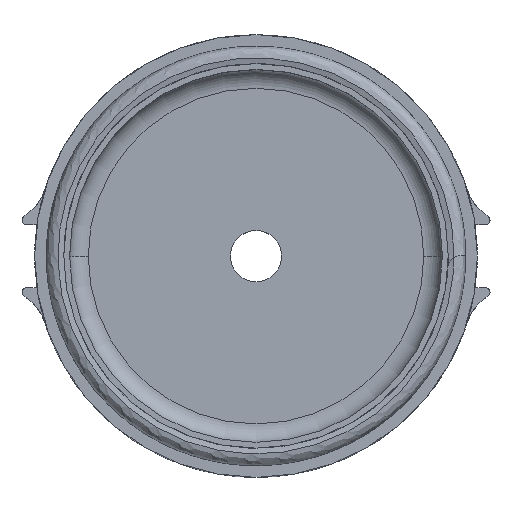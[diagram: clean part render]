
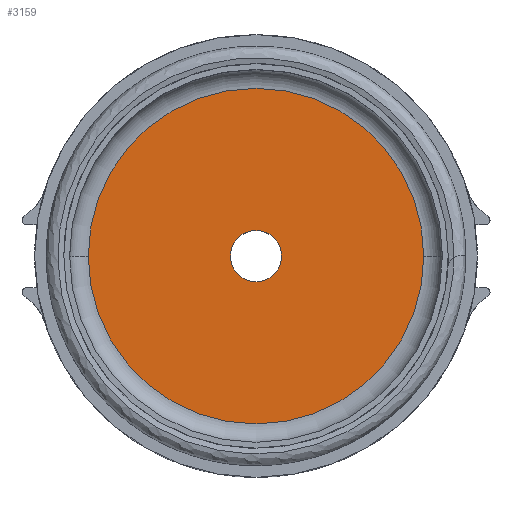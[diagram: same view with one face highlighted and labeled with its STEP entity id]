
A CAD part, top view. The second image highlights one B-rep face of the part: STEP entity #3159.
In plain terms, the highlighted planar face has unit normal (0, 0, 1).
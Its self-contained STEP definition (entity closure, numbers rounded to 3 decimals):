
#64 = VERTEX_POINT ( 'NONE', #1656 ) ;
#308 = EDGE_CURVE ( 'NONE', #2199, #2737, #1105, .T. ) ;
#604 = CARTESIAN_POINT ( 'NONE',  ( 0., 0., -9.25 ) ) ;
#731 = AXIS2_PLACEMENT_3D ( 'NONE', #2811, #1114, #3086 ) ;
#752 = EDGE_CURVE ( 'NONE', #2737, #2199, #2776, .T. ) ;
#824 = EDGE_CURVE ( 'NONE', #3092, #64, #912, .T. ) ;
#868 = PLANE ( 'NONE',  #2544 ) ;
#871 = AXIS2_PLACEMENT_3D ( 'NONE', #1354, #2657, #2469 ) ;
#872 = CARTESIAN_POINT ( 'NONE',  ( 0., 0., -9.25 ) ) ;
#912 = CIRCLE ( 'NONE', #2012, 0.55 ) ;
#946 = CARTESIAN_POINT ( 'NONE',  ( -3.6, 0., -9.25 ) ) ;
#994 = EDGE_LOOP ( 'NONE', ( #3058, #1500 ) ) ;
#1033 = ORIENTED_EDGE ( 'NONE', *, *, #824, .F. ) ;
#1075 = CARTESIAN_POINT ( 'NONE',  ( 3.6, 0., -9.25 ) ) ;
#1105 = CIRCLE ( 'NONE', #2898, 3.6 ) ;
#1114 = DIRECTION ( 'NONE',  ( 0., 0., 1. ) ) ;
#1153 = DIRECTION ( 'NONE',  ( -1., 0., 0. ) ) ;
#1354 = CARTESIAN_POINT ( 'NONE',  ( 0., 0., -9.25 ) ) ;
#1447 = EDGE_CURVE ( 'NONE', #64, #3092, #2858, .T. ) ;
#1500 = ORIENTED_EDGE ( 'NONE', *, *, #308, .T. ) ;
#1512 = EDGE_LOOP ( 'NONE', ( #2829, #1033 ) ) ;
#1608 = DIRECTION ( 'NONE',  ( 1., 0., 0. ) ) ;
#1656 = CARTESIAN_POINT ( 'NONE',  ( 0.55, 0., -9.25 ) ) ;
#1863 = DIRECTION ( 'NONE',  ( 0., 0., 1. ) ) ;
#1979 = CARTESIAN_POINT ( 'NONE',  ( -0.55, 0., -9.25 ) ) ;
#2012 = AXIS2_PLACEMENT_3D ( 'NONE', #604, #1863, #1608 ) ;
#2199 = VERTEX_POINT ( 'NONE', #1075 ) ;
#2469 = DIRECTION ( 'NONE',  ( -1., 0., 0. ) ) ;
#2544 = AXIS2_PLACEMENT_3D ( 'NONE', #2846, #3384, #3115 ) ;
#2657 = DIRECTION ( 'NONE',  ( 0., 0., 1. ) ) ;
#2737 = VERTEX_POINT ( 'NONE', #946 ) ;
#2776 = CIRCLE ( 'NONE', #871, 3.6 ) ;
#2811 = CARTESIAN_POINT ( 'NONE',  ( 0., 0., -9.25 ) ) ;
#2829 = ORIENTED_EDGE ( 'NONE', *, *, #1447, .F. ) ;
#2846 = CARTESIAN_POINT ( 'NONE',  ( -0.55, 0., -9.25 ) ) ;
#2849 = DIRECTION ( 'NONE',  ( 0., 0., 1. ) ) ;
#2858 = CIRCLE ( 'NONE', #731, 0.55 ) ;
#2894 = FACE_OUTER_BOUND ( 'NONE', #994, .T. ) ;
#2898 = AXIS2_PLACEMENT_3D ( 'NONE', #872, #2849, #1153 ) ;
#3058 = ORIENTED_EDGE ( 'NONE', *, *, #752, .T. ) ;
#3086 = DIRECTION ( 'NONE',  ( 1., 0., 0. ) ) ;
#3092 = VERTEX_POINT ( 'NONE', #1979 ) ;
#3115 = DIRECTION ( 'NONE',  ( -1., 0., 0. ) ) ;
#3159 = ADVANCED_FACE ( 'NONE', ( #2894, #3608 ), #868, .F. ) ;
#3384 = DIRECTION ( 'NONE',  ( 0., 0., -1. ) ) ;
#3608 = FACE_BOUND ( 'NONE', #1512, .T. ) ;
